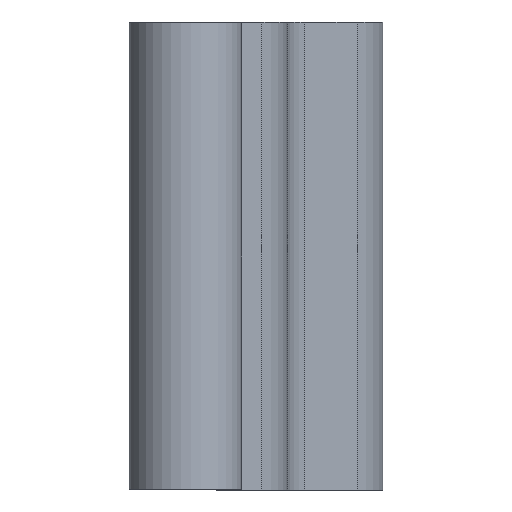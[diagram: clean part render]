
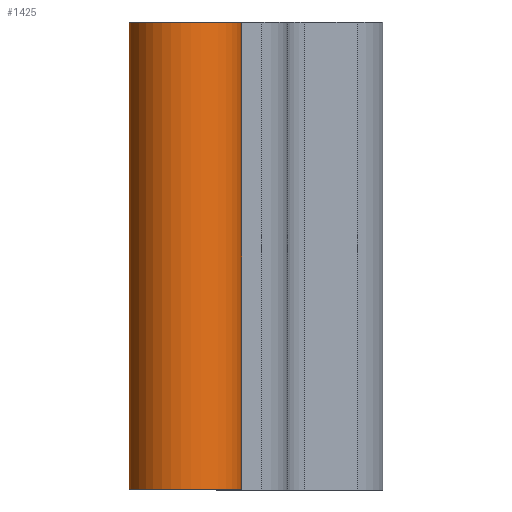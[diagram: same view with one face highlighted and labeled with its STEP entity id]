
A CAD part, left-side view. The second image highlights one B-rep face of the part: STEP entity #1425.
In plain terms, the highlighted cylindrical face has radius 12.287 mm (diameter 24.575 mm), a full revolution.
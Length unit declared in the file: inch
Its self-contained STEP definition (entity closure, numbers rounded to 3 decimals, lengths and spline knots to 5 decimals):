
#1398=CARTESIAN_POINT('',(-9.237,1.438,-1.9925));
#1399=DIRECTION('',(0.0,0.0,1.0));
#1400=DIRECTION('',(-0.43,0.903,0.0));
#1401=AXIS2_PLACEMENT_3D('',#1398,#1399,#1400);
#1402=CYLINDRICAL_SURFACE('',#1401,0.48375);
#1403=CARTESIAN_POINT('',(-9.02917,1.00117,1.9925));
#1404=VERTEX_POINT('',#1403);
#1405=CARTESIAN_POINT('',(-9.237,1.438,1.9925));
#1406=DIRECTION('',(0.0,0.0,-1.0));
#1407=DIRECTION('',(-0.43,0.903,0.0));
#1408=AXIS2_PLACEMENT_3D('',#1405,#1406,#1407);
#1409=CIRCLE('',#1408,0.48375);
#1410=EDGE_CURVE('',#1404,#1404,#1409,.T.);
#1411=ORIENTED_EDGE('',*,*,#1410,.T.);
#1412=EDGE_LOOP('',(#1411));
#1413=FACE_OUTER_BOUND('',#1412,.T.);
#1414=CARTESIAN_POINT('',(-9.02917,1.00117,-1.9925));
#1415=VERTEX_POINT('',#1414);
#1416=CARTESIAN_POINT('',(-9.237,1.438,-1.9925));
#1417=DIRECTION('',(0.0,0.0,-1.0));
#1418=DIRECTION('',(-0.43,0.903,0.0));
#1419=AXIS2_PLACEMENT_3D('',#1416,#1417,#1418);
#1420=CIRCLE('',#1419,0.48375);
#1421=EDGE_CURVE('',#1415,#1415,#1420,.T.);
#1422=ORIENTED_EDGE('',*,*,#1421,.F.);
#1423=EDGE_LOOP('',(#1422));
#1424=FACE_BOUND('',#1423,.T.);
#1425=ADVANCED_FACE('',(#1413,#1424),#1402,.T.);
